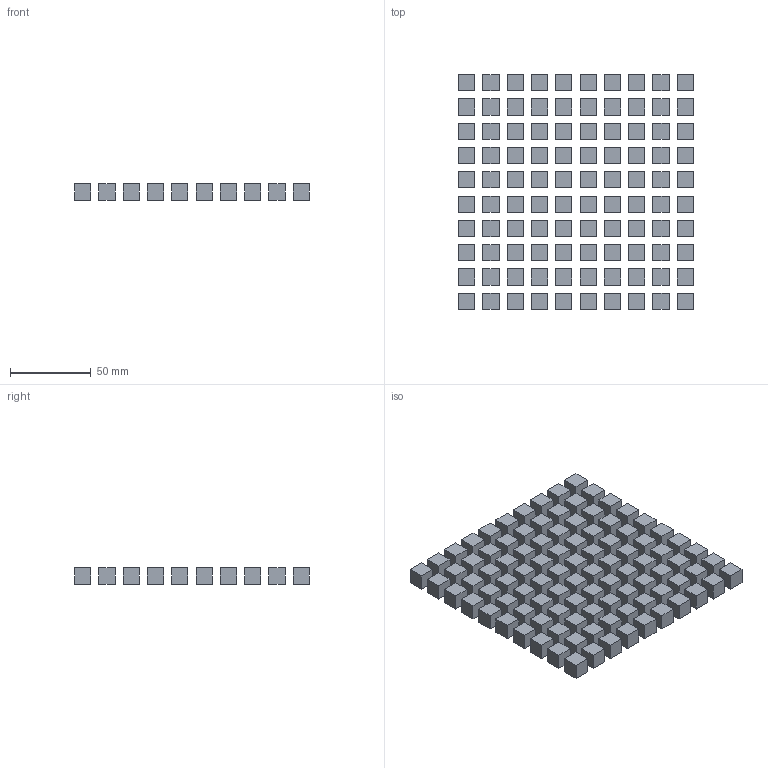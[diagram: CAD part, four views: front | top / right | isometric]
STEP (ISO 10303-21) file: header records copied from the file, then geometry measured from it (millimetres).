
FILE_DESCRIPTION (( 'STEP AP214' ), '1' );
FILE_NAME ('multi_body_example.STEP', '2018-04-27T19:16:58', ( '' ), ( '' ), 'SwSTEP 2.0', 'SolidWorks 2017', '' );
FILE_SCHEMA (( 'AUTOMOTIVE_DESIGN' ));
Length unit declared in the file: millimetre
Products named in the file (1): multi_body_example
Bounding box: 145 x 145 x 10 mm (x, y, z)
Volume: 100000 mm3; surface area: 60000 mm2
Topology: 100 solids, 100 shells, 600 faces, 1200 edges, 800 vertices
Faces by surface type: plane 600
Entity records: 16129 total; most frequent: CARTESIAN_POINT 2601, DIRECTION 2402, ORIENTED_EDGE 2400, EDGE_CURVE 1200, VECTOR 1200, LINE 1200, VERTEX_POINT 800, AXIS2_PLACEMENT_3D 601
